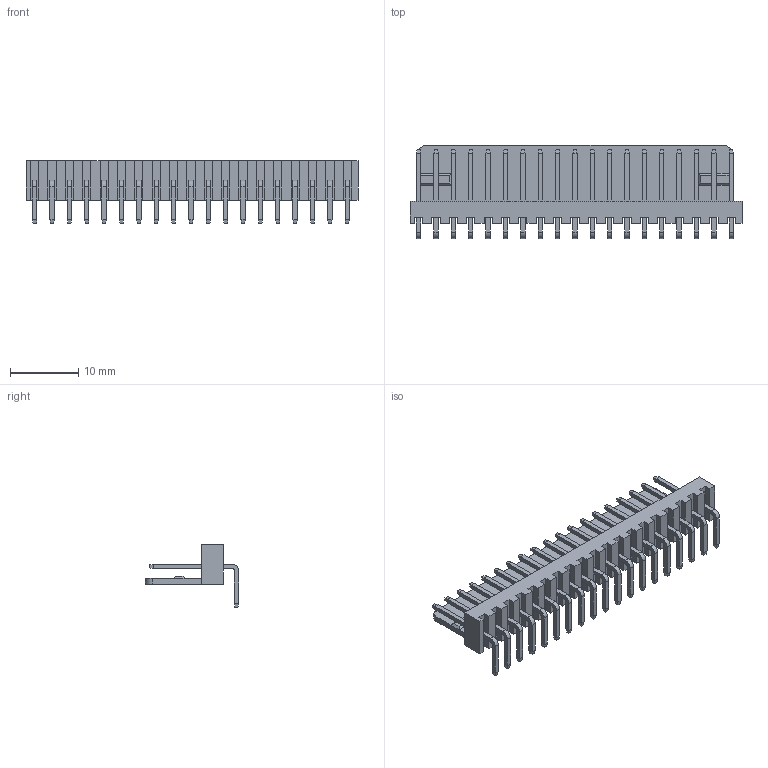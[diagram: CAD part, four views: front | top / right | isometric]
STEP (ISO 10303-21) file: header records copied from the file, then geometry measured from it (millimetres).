
FILE_DESCRIPTION (( 'STEP AP203' ), '1' );
FILE_NAME ('11634, SWR25X-NRTC-S19-RB-BA.STEP', '2015-05-20T01:49:52', ( '' ), ( '' ), 'SwSTEP 2.0', 'SolidWorks 2012', '' );
FILE_SCHEMA (( 'CONFIG_CONTROL_DESIGN' ));
Length unit declared in the file: millimetre
Products named in the file (1): 11634, SWR25X-NRTC-S19-RB-BA
Bounding box: 48.56 x 13.62 x 9.2 mm (x, y, z)
Volume: 1229.7 mm3; surface area: 2638.2 mm2
Topology: 3 solids, 3 shells, 592 faces, 1424 edges, 872 vertices
Faces by surface type: plane 552, cylinder 40
Entity records: 16693 total; most frequent: CARTESIAN_POINT 2889, ORIENTED_EDGE 2848, DIRECTION 2690, EDGE_CURVE 1424, VECTOR 1344, LINE 1344, VERTEX_POINT 872, AXIS2_PLACEMENT_3D 673
